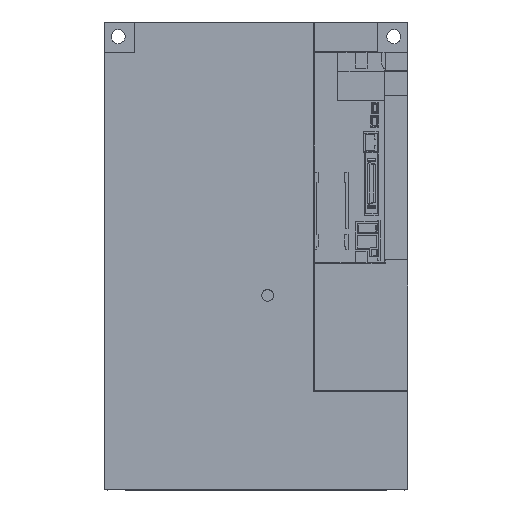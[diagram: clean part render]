
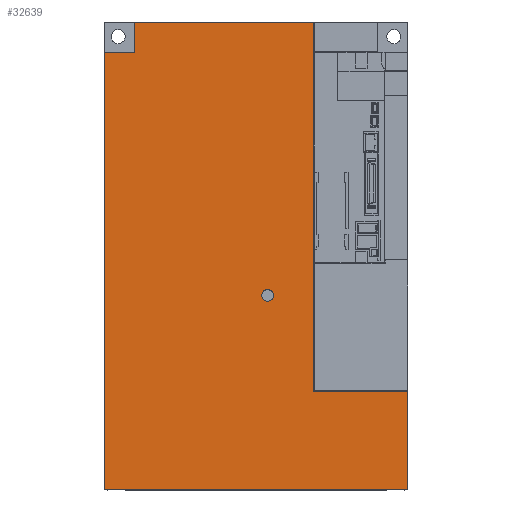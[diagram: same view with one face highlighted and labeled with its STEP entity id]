
A CAD part, top view. The second image highlights one B-rep face of the part: STEP entity #32639.
In plain terms, the highlighted planar face has unit normal (0, 0, 1).
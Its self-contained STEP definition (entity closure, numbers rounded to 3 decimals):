
#4301 = CARTESIAN_POINT ( 'NONE',  ( 15., -34., 27. ) ) ;
#4368 = DIRECTION ( 'NONE',  ( 1., 0., 0. ) ) ;
#4369 = DIRECTION ( 'NONE',  ( 0., 0., -1. ) ) ;
#4370 = CARTESIAN_POINT ( 'NONE',  ( 10., -34., 27. ) ) ;
#4371 = AXIS2_PLACEMENT_3D ( 'NONE', #4370, #4369, #4368 ) ;
#4372 = CIRCLE ( 'NONE', #4371, 5. ) ;
#4373 = CARTESIAN_POINT ( 'NONE',  ( 5., -34., 27. ) ) ;
#4952 = CARTESIAN_POINT ( 'NONE',  ( -130., -200., 27. ) ) ;
#4969 = CARTESIAN_POINT ( 'NONE',  ( -130., 174., 27. ) ) ;
#4995 = CARTESIAN_POINT ( 'NONE',  ( 130., -200., 27. ) ) ;
#5008 = DIRECTION ( 'NONE',  ( 0., -1., 0. ) ) ;
#5009 = VECTOR ( 'NONE', #5008, 1000. ) ;
#5010 = CARTESIAN_POINT ( 'NONE',  ( -130., 0., 27. ) ) ;
#5011 = LINE ( 'NONE', #5010, #5009 ) ;
#5054 = DIRECTION ( 'NONE',  ( -1., 0., 0. ) ) ;
#5055 = VECTOR ( 'NONE', #5054, 1000. ) ;
#5056 = CARTESIAN_POINT ( 'NONE',  ( 0., -116., 27. ) ) ;
#5057 = LINE ( 'NONE', #5056, #5055 ) ;
#5111 = CARTESIAN_POINT ( 'NONE',  ( 130., -116., 27. ) ) ;
#5148 = DIRECTION ( 'NONE',  ( 0., 1., 0. ) ) ;
#5149 = VECTOR ( 'NONE', #5148, 1000. ) ;
#5150 = CARTESIAN_POINT ( 'NONE',  ( 130., 0., 27. ) ) ;
#5151 = LINE ( 'NONE', #5150, #5149 ) ;
#5167 = CARTESIAN_POINT ( 'NONE',  ( 49.5, -116., 27. ) ) ;
#5178 = CARTESIAN_POINT ( 'NONE',  ( 49.5, 200., 27. ) ) ;
#5185 = DIRECTION ( 'NONE',  ( 1., 0., 0. ) ) ;
#5186 = VECTOR ( 'NONE', #5185, 1000. ) ;
#5187 = CARTESIAN_POINT ( 'NONE',  ( 0., -200., 27. ) ) ;
#5188 = LINE ( 'NONE', #5187, #5186 ) ;
#5189 = DIRECTION ( 'NONE',  ( 0., 1., 0. ) ) ;
#5190 = VECTOR ( 'NONE', #5189, 1000. ) ;
#5191 = CARTESIAN_POINT ( 'NONE',  ( 49.5, 0., 27. ) ) ;
#5192 = LINE ( 'NONE', #5191, #5190 ) ;
#5235 = DIRECTION ( 'NONE',  ( -1., 0., 0. ) ) ;
#5236 = VECTOR ( 'NONE', #5235, 1000. ) ;
#5237 = CARTESIAN_POINT ( 'NONE',  ( 0., 200., 27. ) ) ;
#5238 = LINE ( 'NONE', #5237, #5236 ) ;
#5243 = CARTESIAN_POINT ( 'NONE',  ( -104., 200., 27. ) ) ;
#5274 = DIRECTION ( 'NONE',  ( -1., 0., 0. ) ) ;
#5275 = VECTOR ( 'NONE', #5274, 1000. ) ;
#5276 = CARTESIAN_POINT ( 'NONE',  ( 0., 174., 27. ) ) ;
#5277 = LINE ( 'NONE', #5276, #5275 ) ;
#16004 = VERTEX_POINT ( 'NONE', #4301 ) ;
#16227 = VERTEX_POINT ( 'NONE', #4373 ) ;
#16228 = EDGE_CURVE ( 'NONE', #16004, #16227, #4372, .T. ) ;
#17258 = CARTESIAN_POINT ( 'NONE',  ( -104., 174., 27. ) ) ;
#17351 = DIRECTION ( 'NONE',  ( 0., -1., 0. ) ) ;
#17352 = VECTOR ( 'NONE', #17351, 1000. ) ;
#17354 = CARTESIAN_POINT ( 'NONE',  ( -104., 0., 27. ) ) ;
#17355 = LINE ( 'NONE', #17354, #17352 ) ;
#17415 = DIRECTION ( 'NONE',  ( 1., 0., 0. ) ) ;
#17416 = DIRECTION ( 'NONE',  ( 0., 0., 1. ) ) ;
#17417 = CARTESIAN_POINT ( 'NONE',  ( 0., 0., 27. ) ) ;
#17418 = AXIS2_PLACEMENT_3D ( 'NONE', #17417, #17416, #17415 ) ;
#17419 = PLANE ( 'NONE',  #17418 ) ;
#17420 = FACE_OUTER_BOUND ( 'NONE', #32574, .T. ) ;
#17421 = FACE_BOUND ( 'NONE', #32575, .T. ) ;
#17422 = DIRECTION ( 'NONE',  ( 1., 0., 0. ) ) ;
#17423 = DIRECTION ( 'NONE',  ( 0., 0., -1. ) ) ;
#17424 = CARTESIAN_POINT ( 'NONE',  ( 10., -34., 27. ) ) ;
#17425 = AXIS2_PLACEMENT_3D ( 'NONE', #17424, #17423, #17422 ) ;
#17426 = CIRCLE ( 'NONE', #17425, 5. ) ;
#20737 = VERTEX_POINT ( 'NONE', #4969 ) ;
#20886 = VERTEX_POINT ( 'NONE', #4952 ) ;
#20955 = EDGE_CURVE ( 'NONE', #20737, #20886, #5011, .T. ) ;
#21240 = VERTEX_POINT ( 'NONE', #4995 ) ;
#21628 = EDGE_CURVE ( 'NONE', #21969, #22497, #5057, .T. ) ;
#21969 = VERTEX_POINT ( 'NONE', #5111 ) ;
#22109 = EDGE_CURVE ( 'NONE', #21240, #21969, #5151, .T. ) ;
#22253 = EDGE_CURVE ( 'NONE', #22497, #22425, #5192, .T. ) ;
#22298 = EDGE_CURVE ( 'NONE', #20886, #21240, #5188, .T. ) ;
#22425 = VERTEX_POINT ( 'NONE', #5178 ) ;
#22497 = VERTEX_POINT ( 'NONE', #5167 ) ;
#22976 = VERTEX_POINT ( 'NONE', #5243 ) ;
#22982 = EDGE_CURVE ( 'NONE', #22425, #22976, #5238, .T. ) ;
#23646 = EDGE_CURVE ( 'NONE', #32577, #20737, #5277, .T. ) ;
#32563 = ORIENTED_EDGE ( 'NONE', *, *, #16228, .T. ) ;
#32566 = ORIENTED_EDGE ( 'NONE', *, *, #32638, .T. ) ;
#32574 = EDGE_LOOP ( 'NONE', ( #32729, #32734, #32724, #32740, #32718, #32694, #32707, #32703 ) ) ;
#32575 = EDGE_LOOP ( 'NONE', ( #32563, #32566 ) ) ;
#32577 = VERTEX_POINT ( 'NONE', #17258 ) ;
#32597 = EDGE_CURVE ( 'NONE', #22976, #32577, #17355, .T. ) ;
#32638 = EDGE_CURVE ( 'NONE', #16227, #16004, #17426, .T. ) ;
#32639 = ADVANCED_FACE ( 'NONE', ( #17421, #17420 ), #17419, .T. ) ;
#32694 = ORIENTED_EDGE ( 'NONE', *, *, #21628, .T. ) ;
#32703 = ORIENTED_EDGE ( 'NONE', *, *, #22982, .T. ) ;
#32707 = ORIENTED_EDGE ( 'NONE', *, *, #22253, .T. ) ;
#32718 = ORIENTED_EDGE ( 'NONE', *, *, #22109, .T. ) ;
#32724 = ORIENTED_EDGE ( 'NONE', *, *, #20955, .T. ) ;
#32729 = ORIENTED_EDGE ( 'NONE', *, *, #32597, .T. ) ;
#32734 = ORIENTED_EDGE ( 'NONE', *, *, #23646, .T. ) ;
#32740 = ORIENTED_EDGE ( 'NONE', *, *, #22298, .T. ) ;
